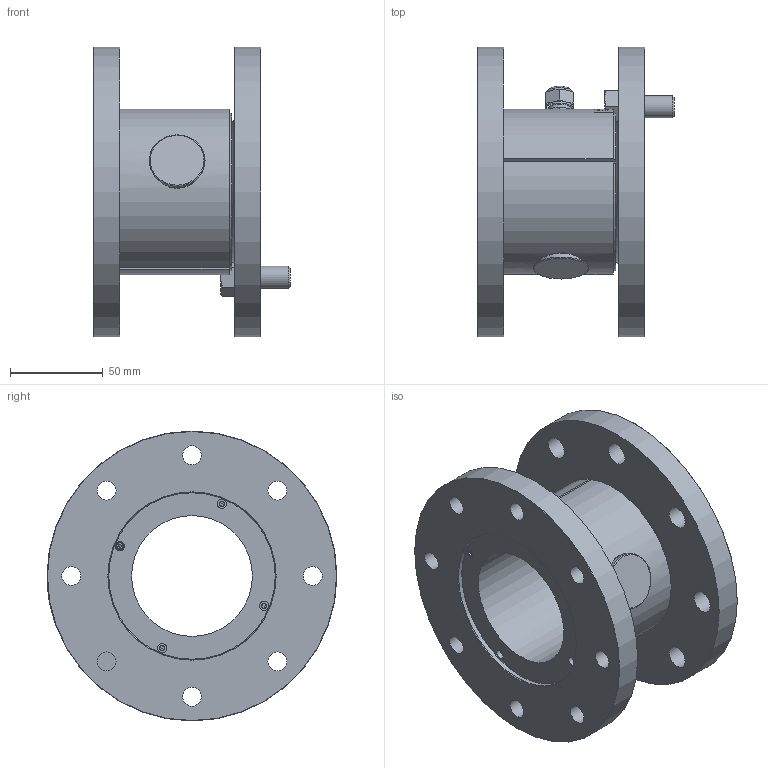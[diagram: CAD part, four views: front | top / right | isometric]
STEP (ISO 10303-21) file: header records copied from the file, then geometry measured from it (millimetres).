
FILE_DESCRIPTION (( 'STEP AP203' ), '1' );
FILE_NAME ('125-115-000-011_EF.STEP', '2016-06-28T11:55:14', ( 'magtroladmin' ), ( 'Hewlett-Packard Company' ), 'SwSTEP 2.0', 'SolidWorks 2016', '' );
FILE_SCHEMA (( 'CONFIG_CONTROL_DESIGN' ));
Products named in the file (1): 125-115-000-011_EF
Bounding box: 106 x 156 x 156 mm (x, y, z)
Surface area: 132463.3 mm2 (no closed solid volume)
Topology: 0 solids, 72 shells, 224 faces, 2194 edges, 2042 vertices
Faces by surface type: cylinder 119, plane 60, cone 25, bspline 15, torus 5
Full cylindrical faces by diameter (mm): 5 x4, 8 x1, 10.2 x8, 12 x1, 12.2 x7, 12.5 x1, 15 x2, 30 x2, 65 x1, 72.2 x1, 90 x2, 156 x2
Entity records: 36848 total; most frequent: CARTESIAN_POINT 24213, ORIENTED_EDGE 2354, EDGE_CURVE 2136, VERTEX_POINT 2028, DIRECTION 1596, B_SPLINE_CURVE_WITH_KNOTS 1387, AXIS2_PLACEMENT_3D 637, CIRCLE 427
